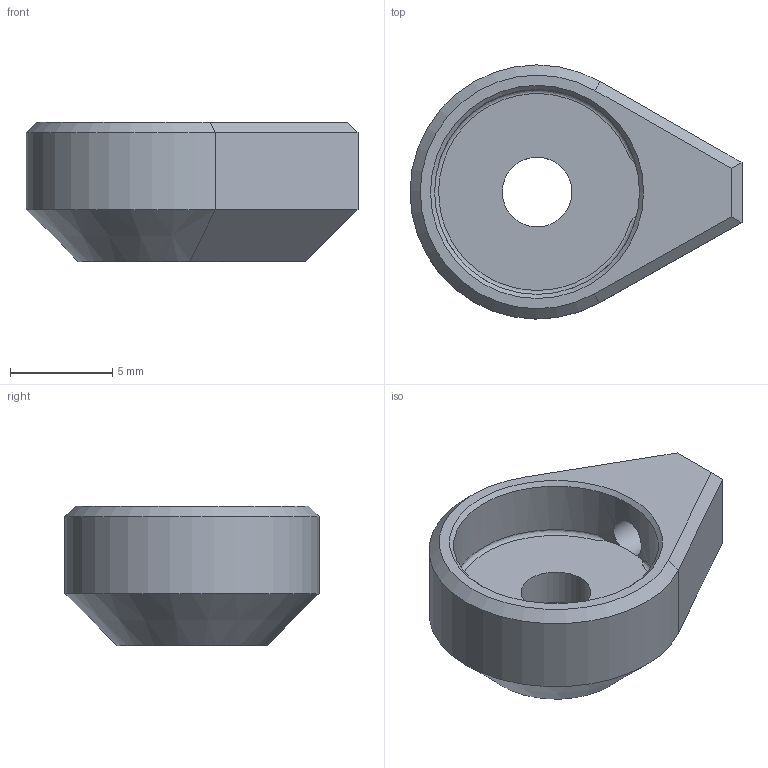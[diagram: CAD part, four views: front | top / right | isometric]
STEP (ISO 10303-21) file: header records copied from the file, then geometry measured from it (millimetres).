
FILE_DESCRIPTION(/* description */ (''),/* implementation_level */ '2;1');
FILE_NAME(/* name */ 'magnut.step',/* time_stamp */ '2025-12-06T22:51:59Z',/* author */ (''),/* organization */ (''),/* preprocessor_version */ 'ST-DEVELOPER v20.1',/* originating_system */ 'Autodesk Translation Framework v14.21.0.0',/* authorisation */ '');
FILE_SCHEMA (('AUTOMOTIVE_DESIGN { 1 0 10303 214 3 1 1 }'));
Length unit declared in the file: millimetre
Products named in the file (1): Magnut
Bounding box: 16.2 x 12.4 x 6.8 mm (x, y, z)
Volume: 530.6 mm3; surface area: 651.3 mm2
Topology: 1 solids, 1 shells, 41 faces, 91 edges, 51 vertices
Faces by surface type: plane 31, cylinder 5, cone 4, bspline 1
Full cylindrical faces by diameter (mm): 1.9 x1, 3.4 x1, 10 x1
Entity records: 1571 total; most frequent: CARTESIAN_POINT 644, ORIENTED_EDGE 178, DIRECTION 178, EDGE_CURVE 89, LINE 70, VECTOR 70, AXIS2_PLACEMENT_3D 54, VERTEX_POINT 51
